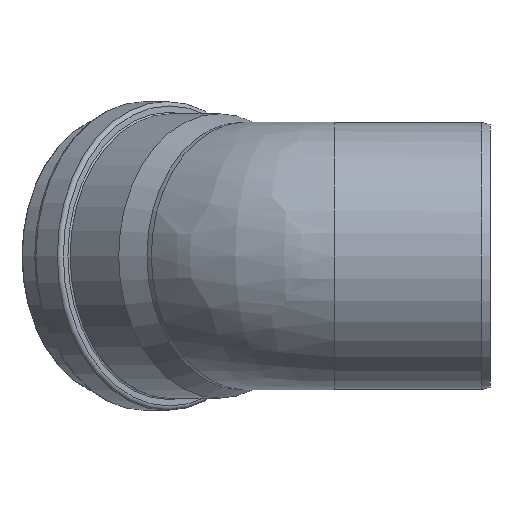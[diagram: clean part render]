
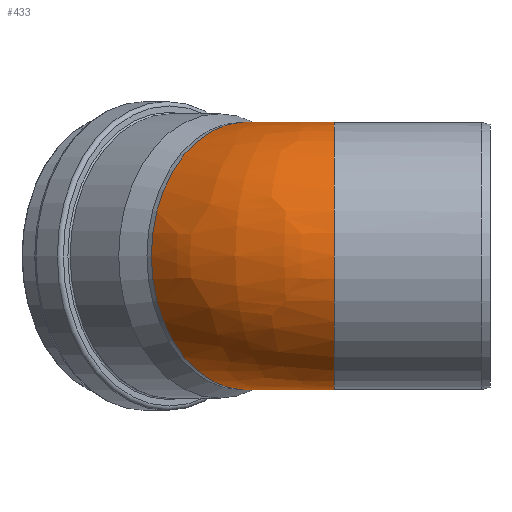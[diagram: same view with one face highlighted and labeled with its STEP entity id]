
A CAD part, left-side view. The second image highlights one B-rep face of the part: STEP entity #433.
In plain terms, the highlighted free-form (B-spline) face has degree [2, 2] with [9, 3] control points.
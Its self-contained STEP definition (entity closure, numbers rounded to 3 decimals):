
#45=(
BOUNDED_SURFACE()
B_SPLINE_SURFACE(2,2,((#766,#767,#768),(#769,#770,#771),(#772,#773,#774),
(#775,#776,#777),(#778,#779,#780),(#781,#782,#783),(#784,#785,#786),(#787,
#788,#789),(#790,#791,#792)),.UNSPECIFIED.,.F.,.F.,.F.)
B_SPLINE_SURFACE_WITH_KNOTS((3,2,2,2,3),(3,3),(-2.743,-1.371,
0.,1.371,2.743),(0.,0.785),
 .UNSPECIFIED.)
GEOMETRIC_REPRESENTATION_ITEM()
RATIONAL_B_SPLINE_SURFACE(((1.,0.924,1.),(0.774,
0.715,0.774),(1.,0.924,1.),(0.774,
0.715,0.774),(1.,0.924,1.),(0.774,
0.715,0.774),(1.,0.924,1.),(0.774,
0.715,0.774),(1.,0.924,1.)))
REPRESENTATION_ITEM('')
SURFACE()
);
#49=B_SPLINE_CURVE_WITH_KNOTS('',3,(#748,#749,#750,#751,#752,#753,#754),
 .UNSPECIFIED.,.F.,.F.,(4,3,4),(-0.001,0.072,
0.144),.UNSPECIFIED.);
#50=B_SPLINE_CURVE_WITH_KNOTS('',3,(#758,#759,#760,#761,#762,#763,#764),
 .UNSPECIFIED.,.F.,.F.,(4,3,4),(-0.001,0.071,
0.144),.UNSPECIFIED.);
#92=FACE_OUTER_BOUND('',#134,.T.);
#134=EDGE_LOOP('',(#341,#342,#343,#344));
#212=CIRCLE('',#479,125.15);
#213=CIRCLE('',#480,125.15);
#252=VERTEX_POINT('',#746);
#253=VERTEX_POINT('',#747);
#254=VERTEX_POINT('',#755);
#255=VERTEX_POINT('',#757);
#293=EDGE_CURVE('',#252,#253,#49,.T.);
#295=EDGE_CURVE('',#255,#254,#50,.T.);
#297=EDGE_CURVE('',#254,#252,#212,.T.);
#298=EDGE_CURVE('',#255,#253,#213,.T.);
#341=ORIENTED_EDGE('',*,*,#295,.T.);
#342=ORIENTED_EDGE('',*,*,#297,.T.);
#343=ORIENTED_EDGE('',*,*,#293,.T.);
#344=ORIENTED_EDGE('',*,*,#298,.F.);
#433=ADVANCED_FACE('',(#92),#45,.F.);
#479=AXIS2_PLACEMENT_3D('',#793,#566,#567);
#480=AXIS2_PLACEMENT_3D('',#794,#568,#569);
#566=DIRECTION('center_axis',(0.,1.,0.));
#567=DIRECTION('ref_axis',(1.,0.,0.));
#568=DIRECTION('center_axis',(0.707,0.707,0.));
#569=DIRECTION('ref_axis',(0.707,-0.707,0.));
#746=CARTESIAN_POINT('',(115.307,145.625,48.649));
#747=CARTESIAN_POINT('',(115.847,146.928,48.649));
#748=CARTESIAN_POINT('Ctrl Pts',(115.307,145.625,48.649));
#749=CARTESIAN_POINT('Ctrl Pts',(115.315,145.867,48.631));
#750=CARTESIAN_POINT('Ctrl Pts',(115.368,146.107,48.623));
#751=CARTESIAN_POINT('Ctrl Pts',(115.462,146.331,48.623));
#752=CARTESIAN_POINT('Ctrl Pts',(115.554,146.552,48.623));
#753=CARTESIAN_POINT('Ctrl Pts',(115.684,146.754,48.632));
#754=CARTESIAN_POINT('Ctrl Pts',(115.847,146.928,48.649));
#755=CARTESIAN_POINT('',(115.307,145.625,-48.649));
#757=CARTESIAN_POINT('',(115.847,146.928,-48.649));
#758=CARTESIAN_POINT('Ctrl Pts',(115.847,146.928,-48.649));
#759=CARTESIAN_POINT('Ctrl Pts',(115.684,146.754,-48.632));
#760=CARTESIAN_POINT('Ctrl Pts',(115.554,146.552,-48.623));
#761=CARTESIAN_POINT('Ctrl Pts',(115.462,146.331,-48.623));
#762=CARTESIAN_POINT('Ctrl Pts',(115.368,146.107,-48.623));
#763=CARTESIAN_POINT('Ctrl Pts',(115.315,145.867,-48.631));
#764=CARTESIAN_POINT('Ctrl Pts',(115.307,145.625,-48.649));
#766=CARTESIAN_POINT('Ctrl Pts',(115.319,145.625,48.622));
#767=CARTESIAN_POINT('Ctrl Pts',(115.319,146.383,48.622));
#768=CARTESIAN_POINT('Ctrl Pts',(115.855,146.92,48.622));
#769=CARTESIAN_POINT('Ctrl Pts',(75.544,145.625,142.957));
#770=CARTESIAN_POINT('Ctrl Pts',(75.544,162.859,142.957));
#771=CARTESIAN_POINT('Ctrl Pts',(87.73,175.045,142.957));
#772=CARTESIAN_POINT('Ctrl Pts',(-24.803,145.625,122.668));
#773=CARTESIAN_POINT('Ctrl Pts',(-24.803,204.424,122.668));
#774=CARTESIAN_POINT('Ctrl Pts',(16.774,246.001,122.668));
#775=CARTESIAN_POINT('Ctrl Pts',(-125.15,145.625,102.378));
#776=CARTESIAN_POINT('Ctrl Pts',(-125.15,245.989,102.378));
#777=CARTESIAN_POINT('Ctrl Pts',(-54.182,316.957,102.378));
#778=CARTESIAN_POINT('Ctrl Pts',(-125.15,145.625,0.));
#779=CARTESIAN_POINT('Ctrl Pts',(-125.15,245.989,0.));
#780=CARTESIAN_POINT('Ctrl Pts',(-54.182,316.957,0.));
#781=CARTESIAN_POINT('Ctrl Pts',(-125.15,145.625,-102.378));
#782=CARTESIAN_POINT('Ctrl Pts',(-125.15,245.989,-102.378));
#783=CARTESIAN_POINT('Ctrl Pts',(-54.182,316.957,-102.378));
#784=CARTESIAN_POINT('Ctrl Pts',(-24.803,145.625,-122.668));
#785=CARTESIAN_POINT('Ctrl Pts',(-24.803,204.424,-122.668));
#786=CARTESIAN_POINT('Ctrl Pts',(16.774,246.001,-122.668));
#787=CARTESIAN_POINT('Ctrl Pts',(75.544,145.625,-142.957));
#788=CARTESIAN_POINT('Ctrl Pts',(75.544,162.859,-142.957));
#789=CARTESIAN_POINT('Ctrl Pts',(87.73,175.045,-142.957));
#790=CARTESIAN_POINT('Ctrl Pts',(115.319,145.625,-48.622));
#791=CARTESIAN_POINT('Ctrl Pts',(115.319,146.383,-48.622));
#792=CARTESIAN_POINT('Ctrl Pts',(115.855,146.92,-48.622));
#793=CARTESIAN_POINT('Origin',(0.,145.625,0.));
#794=CARTESIAN_POINT('Origin',(34.312,228.462,0.));
